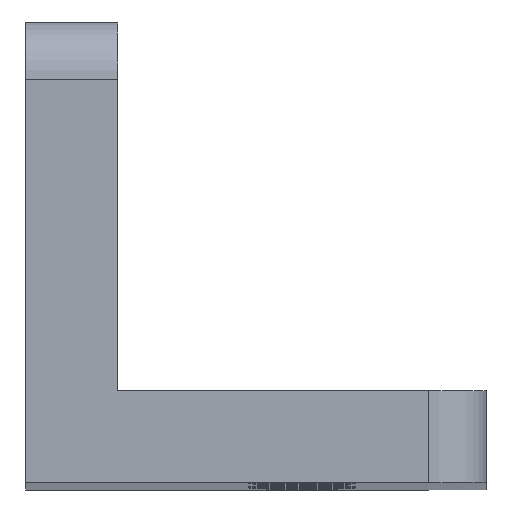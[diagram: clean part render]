
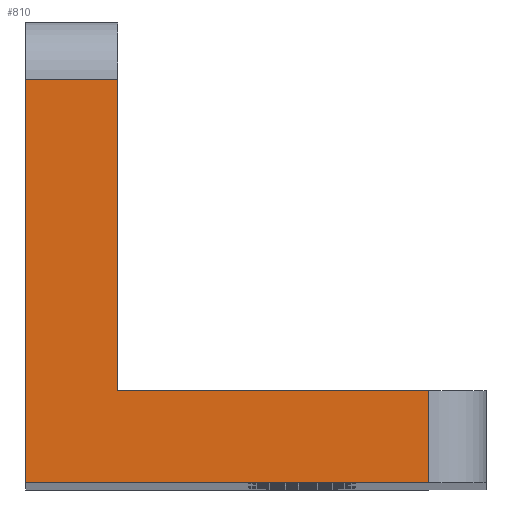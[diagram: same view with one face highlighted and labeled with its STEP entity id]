
A CAD part, top view. The second image highlights one B-rep face of the part: STEP entity #810.
In plain terms, the highlighted planar face has unit normal (0, 0, 1).
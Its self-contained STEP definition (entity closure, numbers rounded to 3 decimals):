
#47 = VECTOR ( 'NONE', #686, 1000. ) ;
#49 = LINE ( 'NONE', #689, #47 ) ;
#101 = VECTOR ( 'NONE', #978, 1000. ) ;
#104 = LINE ( 'NONE', #979, #101 ) ;
#105 = ORIENTED_EDGE ( 'NONE', *, *, #1497, .T. ) ;
#118 = VECTOR ( 'NONE', #1236, 1000. ) ;
#121 = LINE ( 'NONE', #1242, #118 ) ;
#123 = VECTOR ( 'NONE', #1225, 1000. ) ;
#125 = LINE ( 'NONE', #1137, #123 ) ;
#158 = VECTOR ( 'NONE', #1423, 1000. ) ;
#162 = LINE ( 'NONE', #1413, #158 ) ;
#167 = VECTOR ( 'NONE', #1264, 1000. ) ;
#176 = LINE ( 'NONE', #1256, #167 ) ;
#207 = CARTESIAN_POINT ( 'NONE',  ( 0., 14., 0. ) ) ;
#283 = CARTESIAN_POINT ( 'NONE',  ( 0., 0., 0. ) ) ;
#289 = CARTESIAN_POINT ( 'NONE',  ( 14., 3.2, 0. ) ) ;
#303 = CARTESIAN_POINT ( 'NONE',  ( 3.2, 3.2, 0. ) ) ;
#348 = CARTESIAN_POINT ( 'NONE',  ( 3.2, 14., 0. ) ) ;
#355 = CARTESIAN_POINT ( 'NONE',  ( 14., 0., 0. ) ) ;
#379 = CARTESIAN_POINT ( 'NONE',  ( 0., 0., 0. ) ) ;
#387 = PLANE ( 'NONE',  #1561 ) ;
#434 = DIRECTION ( 'NONE',  ( 0., 0., 1. ) ) ;
#435 = DIRECTION ( 'NONE',  ( 1., 0., 0. ) ) ;
#516 = FACE_OUTER_BOUND ( 'NONE', #1680, .T. ) ;
#665 = VERTEX_POINT ( 'NONE', #289 ) ;
#669 = VERTEX_POINT ( 'NONE', #283 ) ;
#679 = VERTEX_POINT ( 'NONE', #207 ) ;
#686 = DIRECTION ( 'NONE',  ( 0., 1., 0. ) ) ;
#689 = CARTESIAN_POINT ( 'NONE',  ( 3.2, 3.2, 0. ) ) ;
#690 = VERTEX_POINT ( 'NONE', #303 ) ;
#703 = ORIENTED_EDGE ( 'NONE', *, *, #1730, .T. ) ;
#744 = VERTEX_POINT ( 'NONE', #348 ) ;
#745 = VERTEX_POINT ( 'NONE', #355 ) ;
#810 = ADVANCED_FACE ( 'NONE', ( #516 ), #387, .T. ) ;
#966 = ORIENTED_EDGE ( 'NONE', *, *, #1545, .T. ) ;
#978 = DIRECTION ( 'NONE',  ( -1., 0., 0. ) ) ;
#979 = CARTESIAN_POINT ( 'NONE',  ( 0., 14., 0. ) ) ;
#1137 = CARTESIAN_POINT ( 'NONE',  ( 0., 16., 0. ) ) ;
#1225 = DIRECTION ( 'NONE',  ( 0., -1., 0. ) ) ;
#1236 = DIRECTION ( 'NONE',  ( 0., 1., 0. ) ) ;
#1242 = CARTESIAN_POINT ( 'NONE',  ( 14., 0., 0. ) ) ;
#1256 = CARTESIAN_POINT ( 'NONE',  ( 16., 3.2, 0. ) ) ;
#1264 = DIRECTION ( 'NONE',  ( -1., 0., 0. ) ) ;
#1369 = ORIENTED_EDGE ( 'NONE', *, *, #1527, .T. ) ;
#1388 = ORIENTED_EDGE ( 'NONE', *, *, #1524, .T. ) ;
#1413 = CARTESIAN_POINT ( 'NONE',  ( 0., 0., 0. ) ) ;
#1423 = DIRECTION ( 'NONE',  ( 1., 0., 0. ) ) ;
#1490 = EDGE_CURVE ( 'NONE', #665, #690, #176, .T. ) ;
#1497 = EDGE_CURVE ( 'NONE', #669, #745, #162, .T. ) ;
#1524 = EDGE_CURVE ( 'NONE', #679, #669, #125, .T. ) ;
#1527 = EDGE_CURVE ( 'NONE', #745, #665, #121, .T. ) ;
#1545 = EDGE_CURVE ( 'NONE', #744, #679, #104, .T. ) ;
#1561 = AXIS2_PLACEMENT_3D ( 'NONE', #379, #434, #435 ) ;
#1680 = EDGE_LOOP ( 'NONE', ( #105, #1369, #1681, #703, #966, #1388 ) ) ;
#1681 = ORIENTED_EDGE ( 'NONE', *, *, #1490, .T. ) ;
#1730 = EDGE_CURVE ( 'NONE', #690, #744, #49, .T. ) ;
